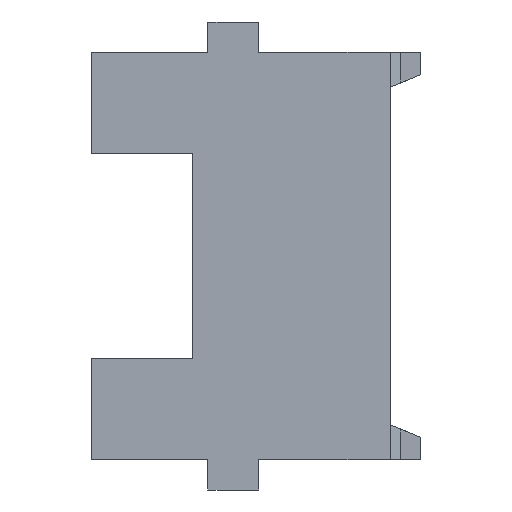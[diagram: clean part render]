
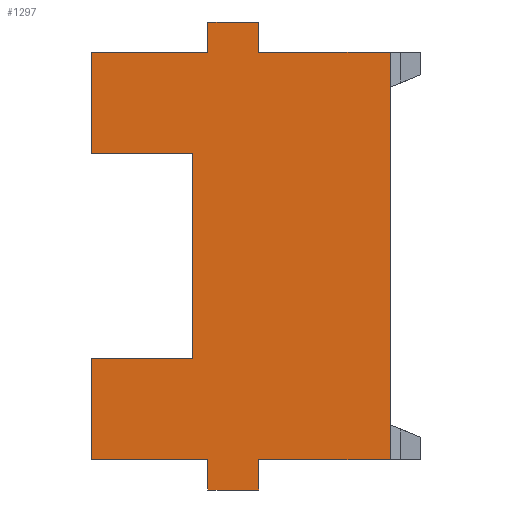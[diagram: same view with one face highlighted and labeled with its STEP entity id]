
A CAD part, left-side view. The second image highlights one B-rep face of the part: STEP entity #1297.
In plain terms, the highlighted planar face has unit normal (-1, 0, 0).
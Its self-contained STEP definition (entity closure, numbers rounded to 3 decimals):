
#107=FACE_OUTER_BOUND('',#174,.T.);
#174=EDGE_LOOP('',(#1160,#1161,#1162,#1163,#1164,#1165,#1166,#1167,#1168,
#1169,#1170,#1171,#1172,#1173,#1174,#1175));
#192=LINE('',#1755,#359);
#198=LINE('',#1767,#365);
#213=LINE('',#1797,#380);
#215=LINE('',#1802,#382);
#220=LINE('',#1813,#387);
#235=LINE('',#1843,#402);
#251=LINE('',#1879,#418);
#255=LINE('',#1887,#422);
#259=LINE('',#1894,#426);
#284=LINE('',#1940,#451);
#285=LINE('',#1941,#452);
#320=LINE('',#2037,#487);
#321=LINE('',#2038,#488);
#332=LINE('',#2062,#499);
#338=LINE('',#2073,#505);
#341=LINE('',#2080,#508);
#359=VECTOR('',#1407,10.);
#365=VECTOR('',#1415,10.);
#380=VECTOR('',#1432,10.);
#382=VECTOR('',#1436,10.);
#387=VECTOR('',#1443,10.);
#402=VECTOR('',#1460,10.);
#418=VECTOR('',#1492,10.);
#422=VECTOR('',#1498,10.);
#426=VECTOR('',#1504,10.);
#451=VECTOR('',#1549,10.);
#452=VECTOR('',#1550,10.);
#487=VECTOR('',#1649,10.);
#488=VECTOR('',#1650,10.);
#499=VECTOR('',#1687,10.);
#505=VECTOR('',#1699,10.);
#508=VECTOR('',#1710,10.);
#526=VERTEX_POINT('',#1753);
#527=VERTEX_POINT('',#1754);
#531=VERTEX_POINT('',#1764);
#532=VERTEX_POINT('',#1766);
#540=VERTEX_POINT('',#1784);
#546=VERTEX_POINT('',#1795);
#547=VERTEX_POINT('',#1799);
#548=VERTEX_POINT('',#1801);
#552=VERTEX_POINT('',#1810);
#553=VERTEX_POINT('',#1812);
#558=VERTEX_POINT('',#1824);
#567=VERTEX_POINT('',#1841);
#579=VERTEX_POINT('',#1878);
#582=VERTEX_POINT('',#1885);
#584=VERTEX_POINT('',#1892);
#626=VERTEX_POINT('',#2071);
#644=EDGE_CURVE('',#526,#527,#192,.T.);
#650=EDGE_CURVE('',#532,#531,#198,.T.);
#665=EDGE_CURVE('',#540,#546,#213,.T.);
#667=EDGE_CURVE('',#547,#548,#215,.T.);
#672=EDGE_CURVE('',#552,#553,#220,.T.);
#687=EDGE_CURVE('',#567,#558,#235,.T.);
#705=EDGE_CURVE('',#553,#579,#251,.T.);
#709=EDGE_CURVE('',#582,#546,#255,.T.);
#713=EDGE_CURVE('',#584,#582,#259,.T.);
#738=EDGE_CURVE('',#540,#526,#284,.T.);
#739=EDGE_CURVE('',#552,#548,#285,.T.);
#788=EDGE_CURVE('',#558,#547,#320,.T.);
#789=EDGE_CURVE('',#531,#527,#321,.T.);
#800=EDGE_CURVE('',#532,#567,#332,.T.);
#806=EDGE_CURVE('',#626,#584,#338,.T.);
#809=EDGE_CURVE('',#626,#579,#341,.T.);
#1160=ORIENTED_EDGE('',*,*,#687,.F.);
#1161=ORIENTED_EDGE('',*,*,#800,.F.);
#1162=ORIENTED_EDGE('',*,*,#650,.T.);
#1163=ORIENTED_EDGE('',*,*,#789,.T.);
#1164=ORIENTED_EDGE('',*,*,#644,.F.);
#1165=ORIENTED_EDGE('',*,*,#738,.F.);
#1166=ORIENTED_EDGE('',*,*,#665,.T.);
#1167=ORIENTED_EDGE('',*,*,#709,.F.);
#1168=ORIENTED_EDGE('',*,*,#713,.F.);
#1169=ORIENTED_EDGE('',*,*,#806,.F.);
#1170=ORIENTED_EDGE('',*,*,#809,.T.);
#1171=ORIENTED_EDGE('',*,*,#705,.F.);
#1172=ORIENTED_EDGE('',*,*,#672,.F.);
#1173=ORIENTED_EDGE('',*,*,#739,.T.);
#1174=ORIENTED_EDGE('',*,*,#667,.F.);
#1175=ORIENTED_EDGE('',*,*,#788,.F.);
#1231=PLANE('',#1381);
#1297=ADVANCED_FACE('',(#107),#1231,.T.);
#1381=AXIS2_PLACEMENT_3D('',#2082,#1713,#1714);
#1407=DIRECTION('',(0.,-1.,0.));
#1415=DIRECTION('',(0.,1.,0.));
#1432=DIRECTION('',(0.,1.,0.));
#1436=DIRECTION('',(0.,1.,0.));
#1443=DIRECTION('',(0.,1.,0.));
#1460=DIRECTION('',(0.,1.,0.));
#1492=DIRECTION('',(0.,0.,1.));
#1498=DIRECTION('',(0.,0.,1.));
#1504=DIRECTION('',(0.,1.,0.));
#1549=DIRECTION('',(0.,0.,1.));
#1550=DIRECTION('',(0.,0.,-1.));
#1649=DIRECTION('',(0.,0.,-1.));
#1650=DIRECTION('',(0.,0.,1.));
#1687=DIRECTION('',(0.,0.,-1.));
#1699=DIRECTION('',(0.,0.,1.));
#1710=DIRECTION('',(0.,1.,0.));
#1713=DIRECTION('center_axis',(-1.,0.,0.));
#1714=DIRECTION('ref_axis',(0.,0.,-1.));
#1753=CARTESIAN_POINT('',(-5.3,20.4,23.1));
#1754=CARTESIAN_POINT('',(-5.3,15.4,23.1));
#1755=CARTESIAN_POINT('',(-5.3,19.15,23.1));
#1764=CARTESIAN_POINT('',(-5.3,15.4,20.1));
#1766=CARTESIAN_POINT('',(-5.3,2.4,20.1));
#1767=CARTESIAN_POINT('',(-5.3,21.525,20.1));
#1784=CARTESIAN_POINT('',(-5.3,20.4,20.1));
#1795=CARTESIAN_POINT('',(-5.3,31.9,20.1));
#1797=CARTESIAN_POINT('',(-5.3,21.525,20.1));
#1799=CARTESIAN_POINT('',(-5.3,15.4,-23.1));
#1801=CARTESIAN_POINT('',(-5.3,20.4,-23.1));
#1802=CARTESIAN_POINT('',(-5.3,20.4,-23.1));
#1810=CARTESIAN_POINT('',(-5.3,20.4,-20.1));
#1812=CARTESIAN_POINT('',(-5.3,31.9,-20.1));
#1813=CARTESIAN_POINT('',(-5.3,20.4,-20.1));
#1824=CARTESIAN_POINT('',(-5.3,15.4,-20.1));
#1841=CARTESIAN_POINT('',(-5.3,2.4,-20.1));
#1843=CARTESIAN_POINT('',(-5.3,20.4,-20.1));
#1878=CARTESIAN_POINT('',(-5.3,31.9,-10.1));
#1879=CARTESIAN_POINT('',(-5.3,31.9,-10.05));
#1885=CARTESIAN_POINT('',(-5.3,31.9,10.1));
#1887=CARTESIAN_POINT('',(-5.3,31.9,5.05));
#1892=CARTESIAN_POINT('',(-5.3,21.9,10.1));
#1894=CARTESIAN_POINT('',(-5.3,21.9,10.1));
#1940=CARTESIAN_POINT('',(-5.3,20.4,20.1));
#1941=CARTESIAN_POINT('',(-5.3,20.4,-20.1));
#2037=CARTESIAN_POINT('',(-5.3,15.4,-20.1));
#2038=CARTESIAN_POINT('',(-5.3,15.4,20.1));
#2062=CARTESIAN_POINT('',(-5.3,2.4,10.05));
#2071=CARTESIAN_POINT('',(-5.3,21.9,-10.1));
#2073=CARTESIAN_POINT('',(-5.3,21.9,-20.1));
#2080=CARTESIAN_POINT('',(-5.3,21.9,-10.1));
#2082=CARTESIAN_POINT('Origin',(-5.3,20.4,20.1));
